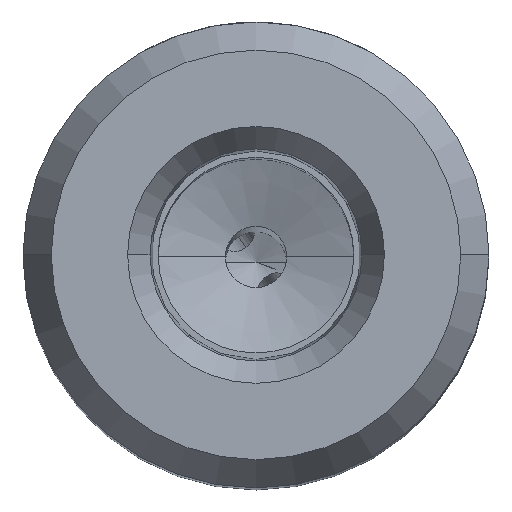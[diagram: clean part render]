
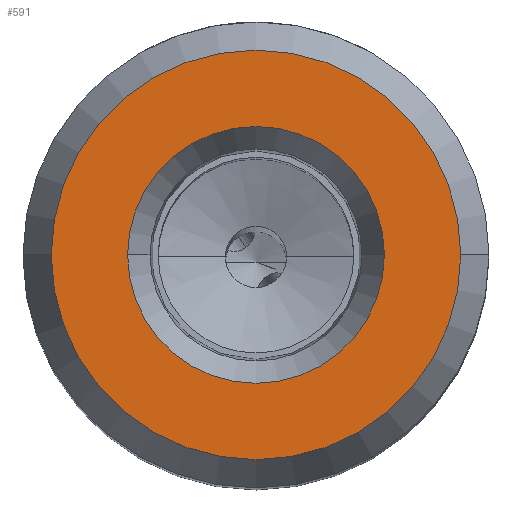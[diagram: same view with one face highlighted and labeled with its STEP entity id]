
A CAD part, top view. The second image highlights one B-rep face of the part: STEP entity #591.
In plain terms, the highlighted planar face has unit normal (0, 0, 1).
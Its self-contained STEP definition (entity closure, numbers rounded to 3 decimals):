
#139=PLANE('',#4768);
#177=FACE_BOUND('',#1091,.T.);
#178=FACE_BOUND('',#1092,.T.);
#591=ADVANCED_FACE('',(#177,#178),#139,.T.);
#1091=EDGE_LOOP('',(#1872,#1873));
#1092=EDGE_LOOP('',(#1874,#1875));
#1872=ORIENTED_EDGE('',*,*,#3810,.T.);
#1873=ORIENTED_EDGE('',*,*,#3814,.T.);
#1874=ORIENTED_EDGE('',*,*,#3815,.T.);
#1875=ORIENTED_EDGE('',*,*,#3816,.T.);
#3288=VERTEX_POINT('',#6127);
#3290=VERTEX_POINT('',#6130);
#3293=VERTEX_POINT('',#6139);
#3294=VERTEX_POINT('',#6140);
#3810=EDGE_CURVE('',#3290,#3288,#4502,.T.);
#3814=EDGE_CURVE('',#3288,#3290,#4505,.T.);
#3815=EDGE_CURVE('',#3293,#3294,#4506,.T.);
#3816=EDGE_CURVE('',#3294,#3293,#4507,.T.);
#4502=CIRCLE('',#4761,5.25);
#4505=CIRCLE('',#4765,5.25);
#4506=CIRCLE('',#4766,8.37);
#4507=CIRCLE('',#4767,8.37);
#4761=AXIS2_PLACEMENT_3D('',#6129,#5186,#5187);
#4765=AXIS2_PLACEMENT_3D('',#6137,#5195,#5196);
#4766=AXIS2_PLACEMENT_3D('',#6138,#5197,#5198);
#4767=AXIS2_PLACEMENT_3D('',#6141,#5199,#5200);
#4768=AXIS2_PLACEMENT_3D('',#6142,#5201,#5202);
#5186=DIRECTION('',(0.,0.,-1.));
#5187=DIRECTION('',(-1.,0.,0.));
#5195=DIRECTION('',(0.,0.,-1.));
#5196=DIRECTION('',(1.,0.,0.));
#5197=DIRECTION('',(0.,0.,1.));
#5198=DIRECTION('',(-1.,0.,0.));
#5199=DIRECTION('',(0.,0.,1.));
#5200=DIRECTION('',(1.,0.,0.));
#5201=DIRECTION('',(0.,0.,1.));
#5202=DIRECTION('',(-1.,0.,0.));
#6127=CARTESIAN_POINT('',(5.25,0.,24.5));
#6129=CARTESIAN_POINT('',(0.,0.,24.5));
#6130=CARTESIAN_POINT('',(-5.25,0.,24.5));
#6137=CARTESIAN_POINT('',(0.,0.,24.5));
#6138=CARTESIAN_POINT('',(0.,0.,24.5));
#6139=CARTESIAN_POINT('',(-8.37,0.,24.5));
#6140=CARTESIAN_POINT('',(8.37,0.,24.5));
#6141=CARTESIAN_POINT('',(0.,0.,24.5));
#6142=CARTESIAN_POINT('',(0.,0.,24.5));
